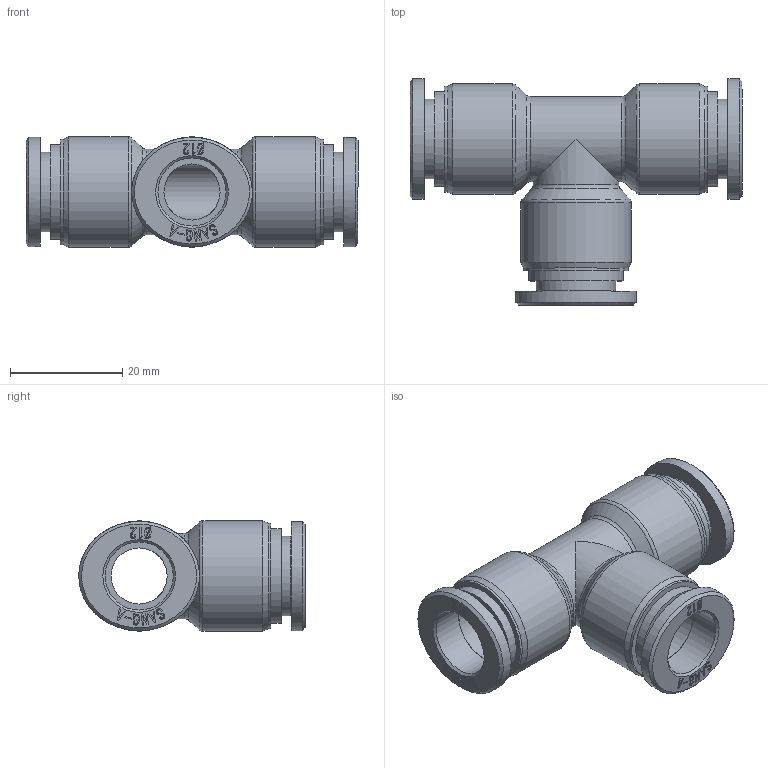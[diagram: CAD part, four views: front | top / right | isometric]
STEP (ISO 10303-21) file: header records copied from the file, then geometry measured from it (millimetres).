
FILE_DESCRIPTION((''),'2;1');
FILE_NAME('F-PUT 12.stp','2020-11-24T17:05:41',('Administrator'),(''),'Autodesk Inventor 2013','Autodesk Inventor 2013','');
FILE_SCHEMA(('CONFIG_CONTROL_DESIGN'));
Length unit declared in the file: millimetre
Products named in the file (3): 조립품6; F-PUT 12 BODY; F-SLEEVE 12(SUS)
Assembly tree (4 placements, depth 2):
  조립품6
    F-PUT 12 BODY
    F-SLEEVE 12(SUS)  x3
Bounding box: 59.2 x 40.35 x 19.7 mm (x, y, z)
Volume: 11871 mm3; surface area: 9927.8 mm2
Topology: 4 solids, 4 shells, 514 faces, 1356 edges, 899 vertices
Faces by surface type: plane 270, bspline 204, cylinder 22, cone 12, torus 6
Full cylindrical faces by diameter (mm): 10 x2, 12.15 x3, 12.2 x3, 14.2 x3, 15.2 x2, 16.9 x3, 18.9 x3, 19.7 x3
Entity records: 5888 total; most frequent: CARTESIAN_POINT 1691, ORIENTED_EDGE 914, DIRECTION 628, EDGE_CURVE 457, VERTEX_POINT 319, VECTOR 280, LINE 280, EDGE_LOOP 248
